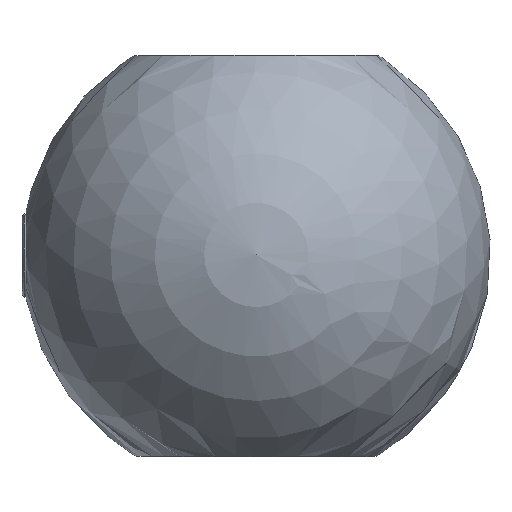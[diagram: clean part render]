
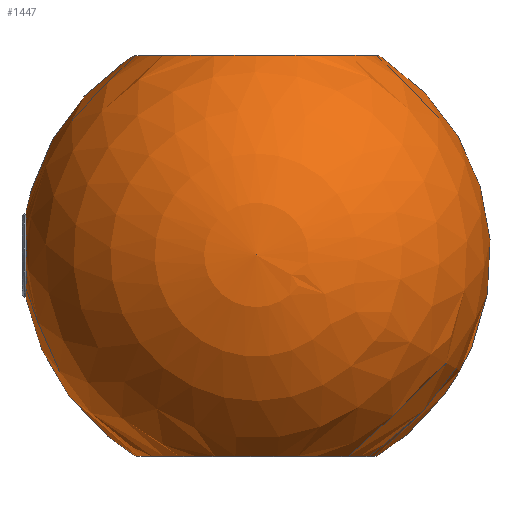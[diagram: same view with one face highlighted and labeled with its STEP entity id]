
A CAD part, top view. The second image highlights one B-rep face of the part: STEP entity #1447.
In plain terms, the highlighted spherical face has radius 12.5 mm.
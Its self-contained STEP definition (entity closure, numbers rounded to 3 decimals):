
#343 = DIRECTION ( 'NONE',  ( 0., 0., -1. ) ) ;
#668 = DIRECTION ( 'NONE',  ( -1., 0., 0. ) ) ;
#735 = CIRCLE ( 'NONE', #1888, 6.523 ) ;
#1447 = ADVANCED_FACE ( 'NONE', ( #16917, #5489, #10603 ), #5669, .T. ) ;
#1557 = CIRCLE ( 'NONE', #4275, 6.417 ) ;
#1888 = AXIS2_PLACEMENT_3D ( 'NONE', #8968, #7704, #4917 ) ;
#1969 = EDGE_CURVE ( 'NONE', #8435, #8435, #1557, .T. ) ;
#2133 = EDGE_CURVE ( 'NONE', #6994, #6994, #735, .T. ) ;
#2650 = AXIS2_PLACEMENT_3D ( 'NONE', #8543, #668, #11054 ) ;
#3355 = CARTESIAN_POINT ( 'NONE',  ( 0., 1.837, 6.523 ) ) ;
#4139 = EDGE_LOOP ( 'NONE', ( #7440 ) ) ;
#4275 = AXIS2_PLACEMENT_3D ( 'NONE', #5091, #5554, #343 ) ;
#4917 = DIRECTION ( 'NONE',  ( 0., 0., 1. ) ) ;
#5085 = CARTESIAN_POINT ( 'NONE',  ( 0., 23.227, -6.417 ) ) ;
#5091 = CARTESIAN_POINT ( 'NONE',  ( 0., 23.227, 0. ) ) ;
#5489 = FACE_OUTER_BOUND ( 'NONE', #15080, .T. ) ;
#5554 = DIRECTION ( 'NONE',  ( 0., -1., 0. ) ) ;
#5669 = SPHERICAL_SURFACE ( 'NONE', #7503, 12.5 ) ;
#6707 = ORIENTED_EDGE ( 'NONE', *, *, #1969, .T. ) ;
#6735 = DIRECTION ( 'NONE',  ( 0., 0., 1. ) ) ;
#6994 = VERTEX_POINT ( 'NONE', #3355 ) ;
#7233 = CIRCLE ( 'NONE', #2650, 2.31 ) ;
#7284 = EDGE_CURVE ( 'NONE', #10063, #10063, #7233, .T. ) ;
#7440 = ORIENTED_EDGE ( 'NONE', *, *, #7284, .F. ) ;
#7503 = AXIS2_PLACEMENT_3D ( 'NONE', #7993, #6735, #15860 ) ;
#7704 = DIRECTION ( 'NONE',  ( 0., 1., 0. ) ) ;
#7807 = CARTESIAN_POINT ( 'NONE',  ( -12.285, 12.5, -2.31 ) ) ;
#7993 = CARTESIAN_POINT ( 'NONE',  ( 0., 12.5, 0. ) ) ;
#8435 = VERTEX_POINT ( 'NONE', #5085 ) ;
#8543 = CARTESIAN_POINT ( 'NONE',  ( -12.285, 12.5, 0. ) ) ;
#8968 = CARTESIAN_POINT ( 'NONE',  ( 0., 1.837, 0. ) ) ;
#9739 = ORIENTED_EDGE ( 'NONE', *, *, #2133, .T. ) ;
#10063 = VERTEX_POINT ( 'NONE', #7807 ) ;
#10603 = FACE_BOUND ( 'NONE', #4139, .T. ) ;
#11054 = DIRECTION ( 'NONE',  ( 0., 0., -1. ) ) ;
#15080 = EDGE_LOOP ( 'NONE', ( #6707 ) ) ;
#15860 = DIRECTION ( 'NONE',  ( 1., 0., 0. ) ) ;
#16917 = FACE_OUTER_BOUND ( 'NONE', #16965, .T. ) ;
#16965 = EDGE_LOOP ( 'NONE', ( #9739 ) ) ;
